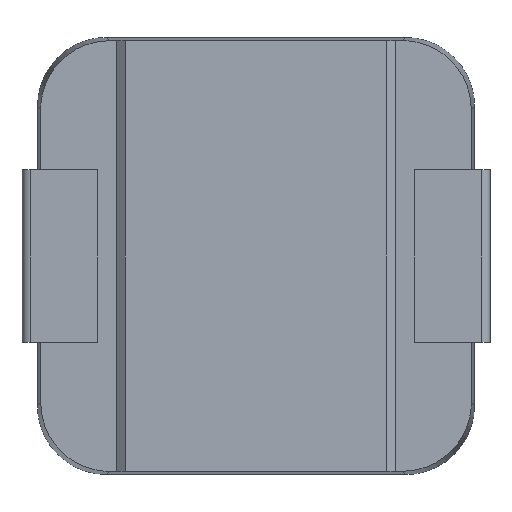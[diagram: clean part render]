
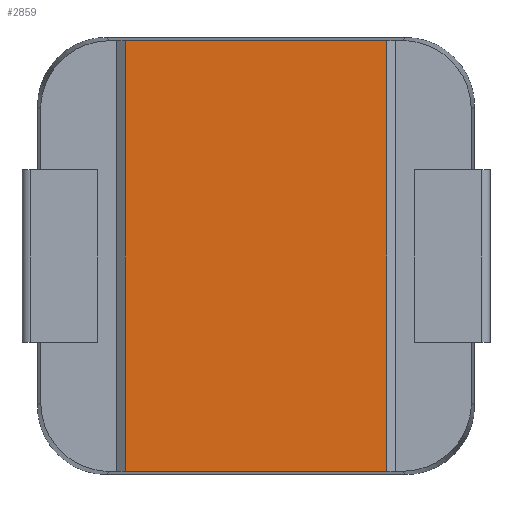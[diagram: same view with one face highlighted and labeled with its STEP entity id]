
A CAD part, front view. The second image highlights one B-rep face of the part: STEP entity #2859.
In plain terms, the highlighted planar face has unit normal (0, -1, 0).
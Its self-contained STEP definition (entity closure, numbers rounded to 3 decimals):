
#80 = VERTEX_POINT ( 'NONE', #2235 ) ;
#150 = DIRECTION ( 'NONE',  ( 0., 0., -1. ) ) ;
#366 = LINE ( 'NONE', #3286, #1432 ) ;
#898 = LINE ( 'NONE', #2068, #5728 ) ;
#1137 = CARTESIAN_POINT ( 'NONE',  ( -3.8, 0., 0. ) ) ;
#1294 = CARTESIAN_POINT ( 'NONE',  ( -6.35, 0., -6.248 ) ) ;
#1297 = FACE_OUTER_BOUND ( 'NONE', #4410, .T. ) ;
#1432 = VECTOR ( 'NONE', #4172, 1000. ) ;
#1692 = CARTESIAN_POINT ( 'NONE',  ( 0., 0., 0. ) ) ;
#1878 = LINE ( 'NONE', #1294, #3929 ) ;
#1881 = ORIENTED_EDGE ( 'NONE', *, *, #1975, .F. ) ;
#1975 = EDGE_CURVE ( 'NONE', #4858, #5471, #898, .T. ) ;
#2068 = CARTESIAN_POINT ( 'NONE',  ( -6.35, 0., 6.248 ) ) ;
#2198 = DIRECTION ( 'NONE',  ( -1., 0., 0. ) ) ;
#2235 = CARTESIAN_POINT ( 'NONE',  ( 3.8, 0., -6.248 ) ) ;
#2526 = DIRECTION ( 'NONE',  ( 1., 0., 0. ) ) ;
#2536 = CARTESIAN_POINT ( 'NONE',  ( -3.8, 0., -6.248 ) ) ;
#2702 = EDGE_CURVE ( 'NONE', #4858, #3463, #4616, .T. ) ;
#2859 = ADVANCED_FACE ( 'NONE', ( #1297 ), #5214, .F. ) ;
#3098 = ORIENTED_EDGE ( 'NONE', *, *, #3261, .F. ) ;
#3143 = AXIS2_PLACEMENT_3D ( 'NONE', #1692, #4853, #3582 ) ;
#3261 = EDGE_CURVE ( 'NONE', #80, #3463, #1878, .T. ) ;
#3286 = CARTESIAN_POINT ( 'NONE',  ( 3.8, 0., 0. ) ) ;
#3427 = EDGE_CURVE ( 'NONE', #80, #5471, #366, .T. ) ;
#3463 = VERTEX_POINT ( 'NONE', #2536 ) ;
#3582 = DIRECTION ( 'NONE',  ( 0., 0., 1. ) ) ;
#3644 = ORIENTED_EDGE ( 'NONE', *, *, #3427, .T. ) ;
#3859 = VECTOR ( 'NONE', #150, 1000. ) ;
#3929 = VECTOR ( 'NONE', #2198, 1000. ) ;
#4172 = DIRECTION ( 'NONE',  ( 0., 0., 1. ) ) ;
#4217 = CARTESIAN_POINT ( 'NONE',  ( -3.8, 0., 6.248 ) ) ;
#4303 = CARTESIAN_POINT ( 'NONE',  ( 3.8, 0., 6.248 ) ) ;
#4410 = EDGE_LOOP ( 'NONE', ( #1881, #4874, #3098, #3644 ) ) ;
#4616 = LINE ( 'NONE', #1137, #3859 ) ;
#4853 = DIRECTION ( 'NONE',  ( 0., 1., 0. ) ) ;
#4858 = VERTEX_POINT ( 'NONE', #4217 ) ;
#4874 = ORIENTED_EDGE ( 'NONE', *, *, #2702, .T. ) ;
#5214 = PLANE ( 'NONE',  #3143 ) ;
#5471 = VERTEX_POINT ( 'NONE', #4303 ) ;
#5728 = VECTOR ( 'NONE', #2526, 1000. ) ;
